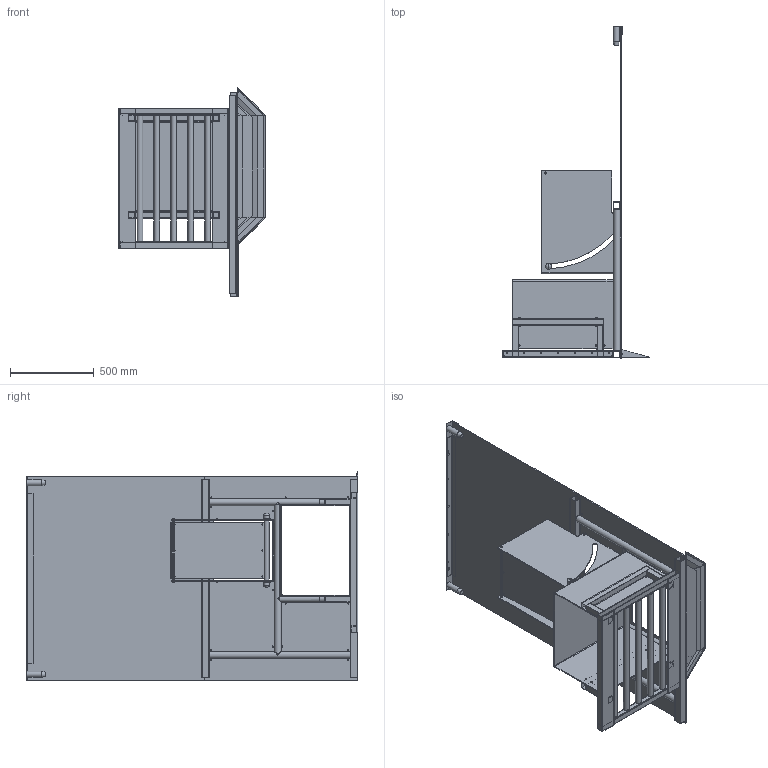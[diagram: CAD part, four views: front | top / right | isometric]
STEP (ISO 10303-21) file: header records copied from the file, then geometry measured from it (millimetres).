
FILE_DESCRIPTION(/* description */ (''),/* implementation_level */ '2;1');
FILE_NAME(/* name */ 'GE-18100.iam.stp',/* time_stamp */ '2018-01-01T11:23:29-08:00',/* author */ ('PhillipD'),/* organization */ (''),/* preprocessor_version */ 'ST-DEVELOPER v16.13',/* originating_system */ 'Autodesk Inventor 2018',/* authorisation */ '');
FILE_SCHEMA (('AUTOMOTIVE_DESIGN { 1 0 10303 214 3 1 1 }'));
Length unit declared in the file: inch
Products named in the file (33): GE-18100; GE-18009; GE-18009-01; GE-18009-02; GE-18009-03; GE-18009-04; GE-18006; GE-18006-01; GE-18006-02; GE-18006-03; GE-18006-04; GE-18008; GE-18015; GE-18015-01; GE-18015-03; GE-18015-02; GE-18010; GE-18090_2282T25; GE-18101; GE-18025; GE-18093_4880K52; GE-18092; GE-18091; GE-18027; hex bolt_ai_HBOLT 0.2500-20x0.25x0.25-N; GE-18127; GE-18127-01; GE-18127-02; GE-18127-03; GE-18127-04; GE-18127-05; GE-18127-06_Blue; GE-18127-07_Blue
Assembly tree (52 placements, depth 3):
  GE-18100
    GE-18009
      GE-18009-01  x2
      GE-18009-02  x2
      GE-18009-03
      GE-18009-04
    GE-18006
      GE-18006-01  x2
      GE-18006-02  x4
      GE-18006-03  x2
      GE-18006-04  x2
    GE-18008
    GE-18015
      GE-18015-01
      GE-18015-03
      GE-18015-02  x2
    GE-18090_2282T25  x7
    GE-18010
    GE-18101
      GE-18025
      GE-18093_4880K52  x2
      GE-18092
      GE-18091
      GE-18027
      hex bolt_ai_HBOLT 0.2500-20x0.25x0.25-N  x2
    GE-18127
      GE-18127-01
      GE-18127-02
      GE-18127-03
      GE-18127-04  x2
      GE-18127-05  x2
      GE-18127-06_Blue
      GE-18127-07_Blue  x2
Bounding box: 877.41 x 1984.67 x 1250.41 mm (x, y, z)
Volume: 36979410.1 mm3; surface area: 12308557 mm2
Topology: 47 solids, 47 shells, 603 faces, 1363 edges, 878 vertices
Faces by surface type: plane 383, cylinder 180, cone 32, bspline 8
Full cylindrical faces by diameter (mm): 5.105 x1, 6.35 x34, 6.747 x14, 6.756 x6, 6.858 x6, 7.937 x7, 7.938 x1, 9.525 x14, 11.43 x14, 15.875 x5, 20.93 x1, 26.67 x1, 33.985 x2, 34.925 x7, 35.052 x4, 36.512 x2, 42.164 x4
Entity records: 12417 total; most frequent: CARTESIAN_POINT 2134, DIRECTION 1985, ORIENTED_EDGE 1624, EDGE_CURVE 812, AXIS2_PLACEMENT_3D 732, EDGE_LOOP 617, VERTEX_POINT 583, LINE 521
